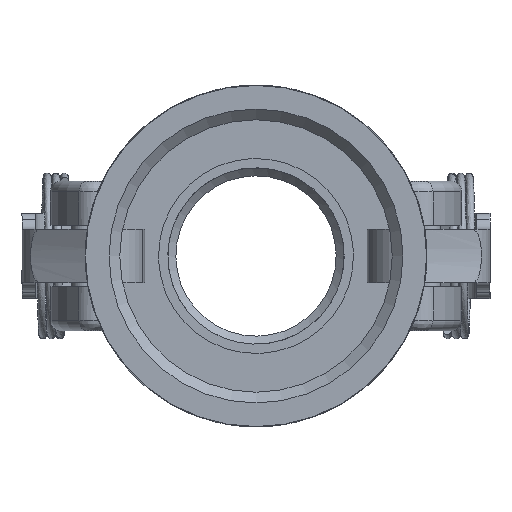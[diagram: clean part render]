
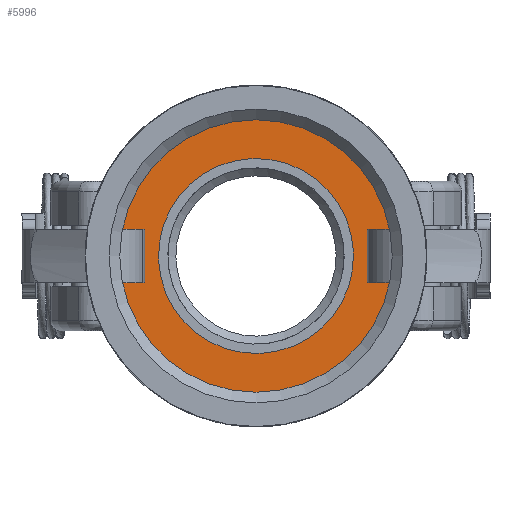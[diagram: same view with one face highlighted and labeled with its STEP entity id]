
A CAD part, left-side view. The second image highlights one B-rep face of the part: STEP entity #5996.
In plain terms, the highlighted planar face has unit normal (-1, 0, 0).
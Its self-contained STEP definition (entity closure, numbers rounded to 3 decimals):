
#1090=PLANE('',#6462);
#1172=FACE_BOUND('',#1982,.T.);
#1308=CIRCLE('',#6458,18.25);
#1309=CIRCLE('',#6460,26.75);
#1663=FACE_OUTER_BOUND('',#1981,.T.);
#1981=EDGE_LOOP('',(#4561));
#1982=EDGE_LOOP('',(#4562));
#2539=VERTEX_POINT('',#10908);
#2540=VERTEX_POINT('',#10912);
#3273=EDGE_CURVE('',#2539,#2539,#1308,.T.);
#3274=EDGE_CURVE('',#2540,#2540,#1309,.T.);
#4561=ORIENTED_EDGE('',*,*,#3274,.F.);
#4562=ORIENTED_EDGE('',*,*,#3273,.T.);
#5996=ADVANCED_FACE('',(#1663,#1172),#1090,.F.);
#6458=AXIS2_PLACEMENT_3D('',#10910,#7599,#7600);
#6460=AXIS2_PLACEMENT_3D('',#10913,#7603,#7604);
#6462=AXIS2_PLACEMENT_3D('',#10917,#7608,#7609);
#7599=DIRECTION('center_axis',(1.,0.,0.));
#7600=DIRECTION('ref_axis',(0.,-0.133,0.991));
#7603=DIRECTION('center_axis',(1.,0.,0.));
#7604=DIRECTION('ref_axis',(0.,-0.133,0.991));
#7608=DIRECTION('center_axis',(1.,0.,0.));
#7609=DIRECTION('ref_axis',(0.,-0.991,-0.133));
#10908=CARTESIAN_POINT('',(43.,2.426,-18.088));
#10910=CARTESIAN_POINT('Origin',(43.,0.,0.));
#10912=CARTESIAN_POINT('',(43.,3.556,-26.513));
#10913=CARTESIAN_POINT('Origin',(43.,0.,0.));
#10917=CARTESIAN_POINT('Origin',(43.,0.,0.));
